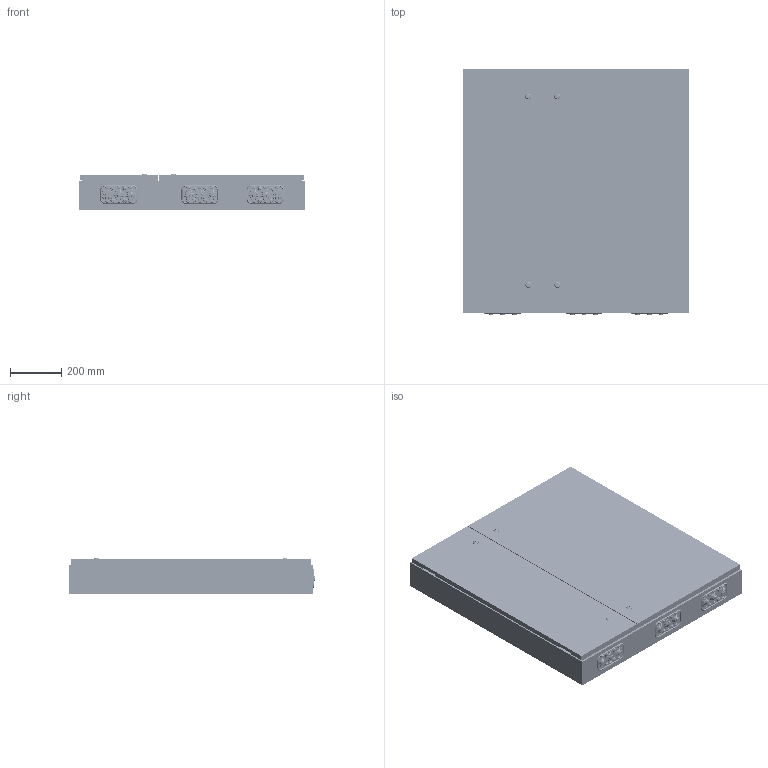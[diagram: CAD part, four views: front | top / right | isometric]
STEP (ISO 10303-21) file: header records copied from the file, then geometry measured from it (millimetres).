
FILE_DESCRIPTION (( 'STEP AP214' ), '1' );
FILE_NAME ('ÙÐí-216.STEP', '2021-04-07T05:45:13', ( '' ), ( '' ), 'SwSTEP 2.0', 'SolidWorks 2017', '' );
FILE_SCHEMA (( 'AUTOMOTIVE_DESIGN' ));
Length unit declared in the file: millimetre
Products named in the file (13): Obolochka_SHRN_Universal_剞ｭ-216; Panel_剞ｭ-144; Dver_Universal_剞ｭ-144; Stoika Shin_‘â®©ª  ¤«ï è¨­; Kabel_vvod_├莪牀_0,8 ｬｬ; Klipsa; Support; SC GOST 17473_gost_‚¨­â A.M5x10 ƒŽ‘’ 17473-80; Stoika pan; ÙÐí-216; DIN-Reika_18 ｢箘ｬ箘｢; Dver_Universal_剞ｭ-216
Assembly tree (125 placements, depth 3):
  ÙÐí-216
    Obolochka_SHRN_Universal_剞ｭ-216
    Dver_Universal_剞ｭ-216
    DIN-Reika_18 ｢箘ｬ箘｢  x23
    Dver_Universal_剞ｭ-144
    SC GOST 17473_gost_‚¨­â A.M5x10 ƒŽ‘’ 17473-80  x52
    Stoika Shin_‘â®©ª  ¤«ï è¨­  x12
    Support  x12
    Kabel_vvod_├莪牀_0,8 ｬｬ  x3
    Panel_剞ｭ-144  x3
      Panel_剞ｭ-144
      Klipsa
      Stoika pan
Bounding box: 880 x 960.75 x 139.2 mm (x, y, z)
Volume: 4791697 mm3; surface area: 8047532.6 mm2
Topology: 165 solids, 165 shells, 11634 faces, 27832 edges, 16900 vertices
Faces by surface type: plane 5360, cylinder 3022, torus 1764, bspline 876, sphere 344, cone 268
Entity records: 64202 total; most frequent: CARTESIAN_POINT 11878, DIRECTION 11638, ORIENTED_EDGE 10058, EDGE_CURVE 5029, AXIS2_PLACEMENT_3D 4527, VERTEX_POINT 3093, VECTOR 2584, LINE 2584
